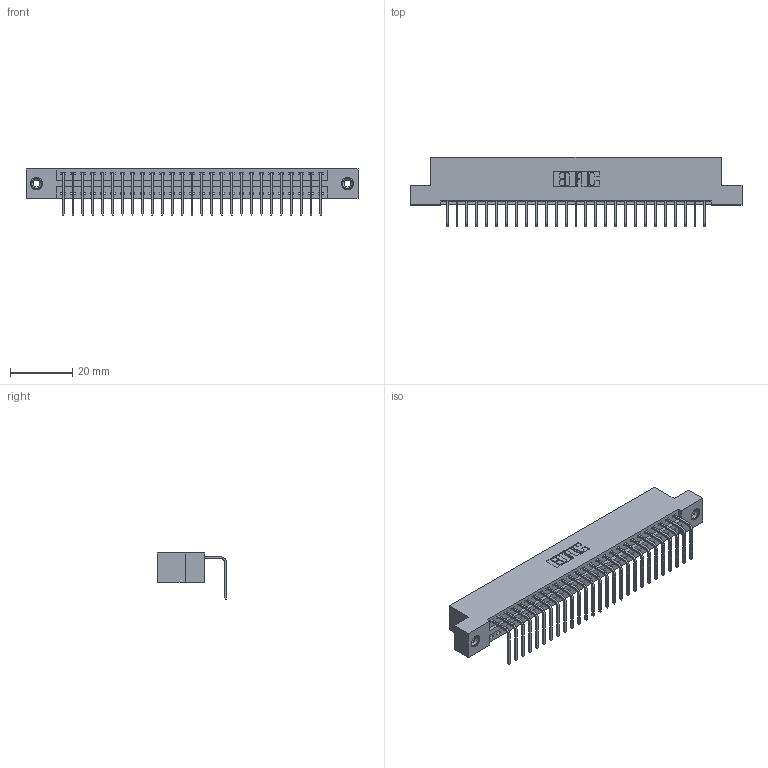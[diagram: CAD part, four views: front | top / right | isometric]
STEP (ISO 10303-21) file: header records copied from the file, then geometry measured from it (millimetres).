
FILE_DESCRIPTION (( 'STEP AP203' ), '1' );
FILE_NAME ('396-027-558-108.STEP', '2018-09-05T02:07:27', ( '' ), ( '' ), 'SwSTEP 2.0', 'SolidWorks 2016', '' );
FILE_SCHEMA (( 'CONFIG_CONTROL_DESIGN' ));
Length unit declared in the file: inch
Products named in the file (4): 345-292-001_558 Tail - 2; 345-250-001_345-250-003-102; 396-027-558-108; 346 Part_Flush Mounting Lugs - 0.156 Dia-TI
Assembly tree (30 placements, depth 2):
  396-027-558-108
    346 Part_Flush Mounting Lugs - 0.156 Dia-TI
    345-292-001_558 Tail - 2  x27
    345-250-001_345-250-003-102  x2
Bounding box: 106.3 x 22.16 x 14.73 mm (x, y, z)
Volume: 10155.3 mm3; surface area: 13089.4 mm2
Topology: 30 solids, 30 shells, 1802 faces, 5379 edges, 3542 vertices
Faces by surface type: plane 1242, cylinder 544, cone 12, torus 4
Entity records: 20046 total; most frequent: CARTESIAN_POINT 3424, ORIENTED_EDGE 3378, DIRECTION 3065, EDGE_CURVE 1689, LINE 1429, VECTOR 1429, VERTEX_POINT 1120, AXIS2_PLACEMENT_3D 818
